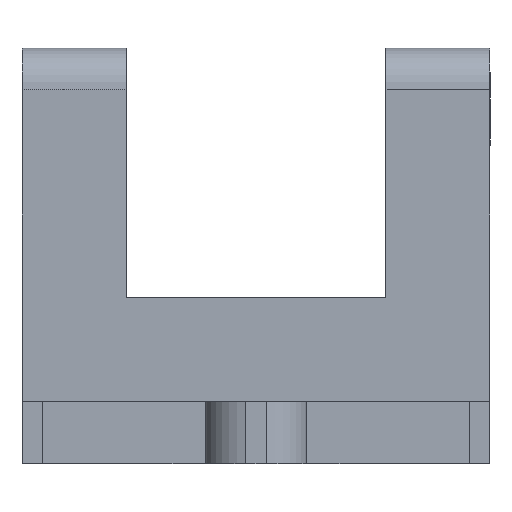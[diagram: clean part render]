
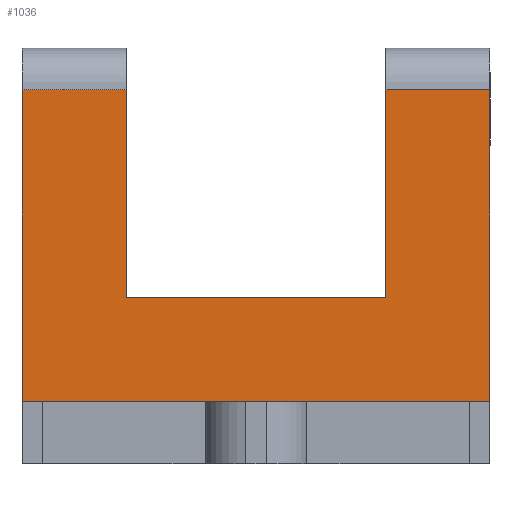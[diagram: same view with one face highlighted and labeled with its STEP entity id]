
A CAD part, left-side view. The second image highlights one B-rep face of the part: STEP entity #1036.
In plain terms, the highlighted planar face has unit normal (-1, 0, 0).
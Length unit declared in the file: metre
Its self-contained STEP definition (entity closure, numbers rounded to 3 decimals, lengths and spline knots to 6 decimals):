
#79=ORIENTED_EDGE('',*,*,#387,.T.);
#80=ORIENTED_EDGE('',*,*,#388,.T.);
#81=ORIENTED_EDGE('',*,*,#374,.F.);
#82=ORIENTED_EDGE('',*,*,#389,.F.);
#83=ORIENTED_EDGE('',*,*,#390,.F.);
#84=ORIENTED_EDGE('',*,*,#391,.T.);
#85=ORIENTED_EDGE('',*,*,#392,.T.);
#86=ORIENTED_EDGE('',*,*,#393,.T.);
#374=EDGE_CURVE('',#528,#529,#632,.T.);
#387=EDGE_CURVE('',#541,#542,#641,.T.);
#388=EDGE_CURVE('',#542,#529,#642,.T.);
#389=EDGE_CURVE('',#543,#528,#643,.T.);
#390=EDGE_CURVE('',#544,#543,#644,.T.);
#391=EDGE_CURVE('',#544,#545,#645,.T.);
#392=EDGE_CURVE('',#545,#546,#646,.T.);
#393=EDGE_CURVE('',#546,#541,#647,.T.);
#528=VERTEX_POINT('',#1507);
#529=VERTEX_POINT('',#1508);
#541=VERTEX_POINT('',#1534);
#542=VERTEX_POINT('',#1535);
#543=VERTEX_POINT('',#1538);
#544=VERTEX_POINT('',#1540);
#545=VERTEX_POINT('',#1542);
#546=VERTEX_POINT('',#1544);
#632=LINE('',#1506,#750);
#641=LINE('',#1533,#759);
#642=LINE('',#1536,#760);
#643=LINE('',#1537,#761);
#644=LINE('',#1539,#762);
#645=LINE('',#1541,#763);
#646=LINE('',#1543,#764);
#647=LINE('',#1545,#765);
#750=VECTOR('',#1202,1.);
#759=VECTOR('',#1221,1.);
#760=VECTOR('',#1222,1.);
#761=VECTOR('',#1223,1.);
#762=VECTOR('',#1224,1.);
#763=VECTOR('',#1225,1.);
#764=VECTOR('',#1226,1.);
#765=VECTOR('',#1227,1.);
#869=EDGE_LOOP('',(#79,#80,#81,#82,#83,#84,#85,#86));
#933=FACE_BOUND('',#869,.T.);
#997=PLANE('',#1110);
#1036=ADVANCED_FACE('',(#933),#997,.T.);
#1110=AXIS2_PLACEMENT_3D('',#1532,#1219,#1220);
#1202=DIRECTION('',(0.,0.,-1.));
#1219=DIRECTION('',(-1.,0.,0.));
#1220=DIRECTION('',(0.,0.,1.));
#1221=DIRECTION('',(0.,0.,-1.));
#1222=DIRECTION('',(0.,-1.,0.));
#1223=DIRECTION('',(0.,-1.,0.));
#1224=DIRECTION('',(0.,0.,1.));
#1225=DIRECTION('',(0.,1.,0.));
#1226=DIRECTION('',(0.,0.,1.));
#1227=DIRECTION('',(0.,1.,0.));
#1506=CARTESIAN_POINT('',(-0.045,-0.0225,0.016));
#1507=CARTESIAN_POINT('',(-0.045,-0.0225,0.036));
#1508=CARTESIAN_POINT('',(-0.045,-0.0225,0.006));
#1532=CARTESIAN_POINT('',(-0.045,0.,0.016));
#1533=CARTESIAN_POINT('',(-0.045,0.0225,0.016));
#1534=CARTESIAN_POINT('',(-0.045,0.0225,0.036));
#1535=CARTESIAN_POINT('',(-0.045,0.0225,0.006));
#1536=CARTESIAN_POINT('',(-0.045,0.085792,0.006));
#1537=CARTESIAN_POINT('',(-0.045,-0.0125,0.036));
#1538=CARTESIAN_POINT('',(-0.045,-0.0125,0.036));
#1539=CARTESIAN_POINT('',(-0.045,-0.0125,0.026));
#1540=CARTESIAN_POINT('',(-0.045,-0.0125,0.016));
#1541=CARTESIAN_POINT('',(-0.045,0.,0.016));
#1542=CARTESIAN_POINT('',(-0.045,0.0125,0.016));
#1543=CARTESIAN_POINT('',(-0.045,0.0125,0.026));
#1544=CARTESIAN_POINT('',(-0.045,0.0125,0.036));
#1545=CARTESIAN_POINT('',(-0.045,0.0125,0.036));
